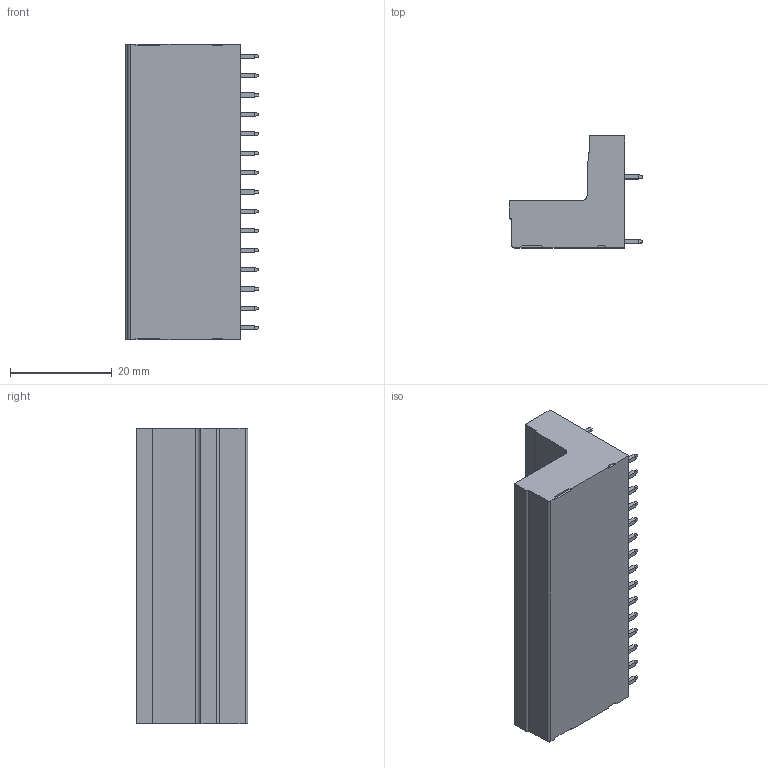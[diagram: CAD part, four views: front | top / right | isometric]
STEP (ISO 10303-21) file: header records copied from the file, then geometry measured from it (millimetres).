
FILE_DESCRIPTION((''),'2;1');
FILE_NAME('TLPHDC-105R-1','2024-09-23T16:06:14',('sheji109'),(''),'CREO PARAMETRIC BY PTC INC, 2018100','CREO PARAMETRIC BY PTC INC, 2018100','');
FILE_SCHEMA(('CONFIG_CONTROL_DESIGN'));
Products named in the file (1): TLPHDC-105R-1
Bounding box: 26.2 x 21.9 x 57.94 mm (x, y, z)
Volume: 13383.5 mm3; surface area: 14311 mm2
Topology: 1 solids, 1 shells, 2533 faces, 6911 edges, 4441 vertices
Faces by surface type: plane 2050, cylinder 438, cone 30, sphere 15
Entity records: 78988 total; most frequent: CARTESIAN_POINT 14533, ORIENTED_EDGE 13792, DIRECTION 12762, EDGE_CURVE 6896, VECTOR 5794, LINE 5794, VERTEX_POINT 4441, AXIS2_PLACEMENT_3D 3484
